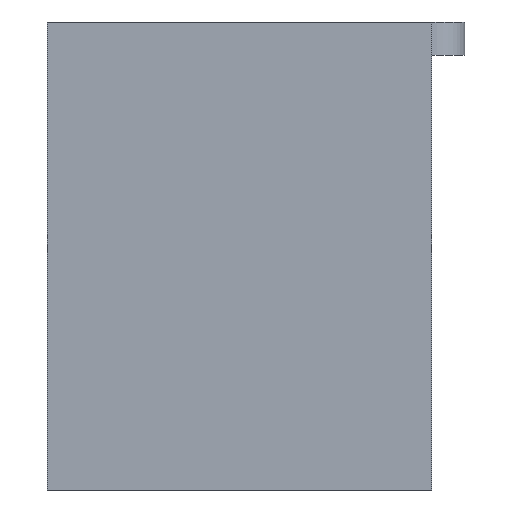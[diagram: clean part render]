
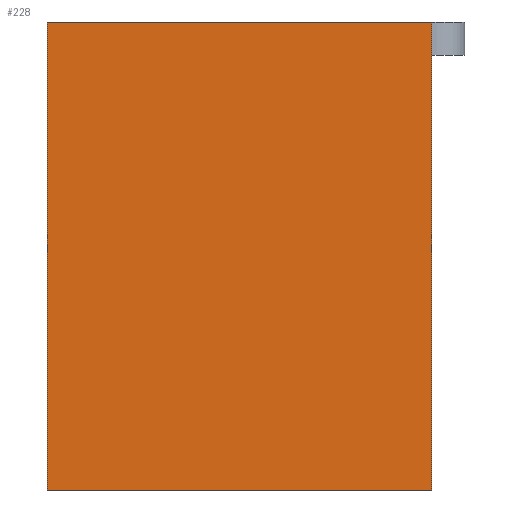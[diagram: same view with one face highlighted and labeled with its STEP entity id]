
A CAD part, left-side view. The second image highlights one B-rep face of the part: STEP entity #228.
In plain terms, the highlighted planar face has unit normal (-1, 0, 0).
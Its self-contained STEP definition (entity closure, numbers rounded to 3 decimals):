
#3=CARTESIAN_POINT('POINT2',(-6.,-11.,-46.));
#4=VERTEX_POINT('VERTEX2',#3);
#11=CARTESIAN_POINT('POINT3',(-6.,12.,-46.));
#12=VERTEX_POINT('VERTEX3',#11);
#13=CARTESIAN_POINT('POS2',(-6.,-11.,-46.));
#14=DIRECTION('DIR2',(0.,1.,0.));
#15=VECTOR('VEC2',#14,1.);
#16=LINE('STRAIGHT2',#13,#15);
#17=EDGE_CURVE('EDGE2',#4,#12,#16,.T.);
#174=CARTESIAN_POINT('POINT16',(-6.,-11.,-18.));
#175=VERTEX_POINT('VERTEX16',#174);
#182=CARTESIAN_POINT('POS23',(-6.,-11.,-18.));
#183=DIRECTION('DIR31',(0.,0.,-1.));
#184=VECTOR('VEC15',#183,1.);
#185=LINE('STRAIGHT15',#182,#184);
#186=EDGE_CURVE('EDGE19',#175,#4,#185,.T.);
#205=CARTESIAN_POINT('POINT17',(-6.,12.,-18.));
#206=VERTEX_POINT('VERTEX17',#205);
#207=CARTESIAN_POINT('POS26',(-6.,12.,-18.));
#208=DIRECTION('DIR35',(0.,-1.,0.));
#209=VECTOR('VEC17',#208,1.);
#210=LINE('STRAIGHT17',#207,#209);
#211=EDGE_CURVE('EDGE21',#206,#175,#210,.T.);
#212=ORIENTED_EDGE('COEDGE27',*,*,#211,.F.);
#213=CARTESIAN_POINT('POS27',(-6.,12.,-18.));
#214=DIRECTION('DIR36',(0.,0.,-1.));
#215=VECTOR('VEC18',#214,1.);
#216=LINE('STRAIGHT18',#213,#215);
#217=EDGE_CURVE('EDGE22',#206,#12,#216,.T.);
#218=ORIENTED_EDGE('COEDGE28',*,*,#217,.T.);
#219=ORIENTED_EDGE('COEDGE29',*,*,#17,.F.);
#220=ORIENTED_EDGE('COEDGE30',*,*,#186,.F.);
#221=EDGE_LOOP('NONE',(#212,#218,#219,#220));
#222=FACE_BOUND('LOOP1',#221,.T.);
#223=CARTESIAN_POINT('POS28',(-6.,-11.,-18.));
#224=DIRECTION('DIR37',(-1.,0.,0.));
#225=DIRECTION('DIR38',(0.,1.,0.));
#226=AXIS2_PLACEMENT_3D('AXIS10',#223,#224,#225);
#227=PLANE('PLANE5',#226);
#228=ADVANCED_FACE('FACE6',(#222),#227,.T.);
